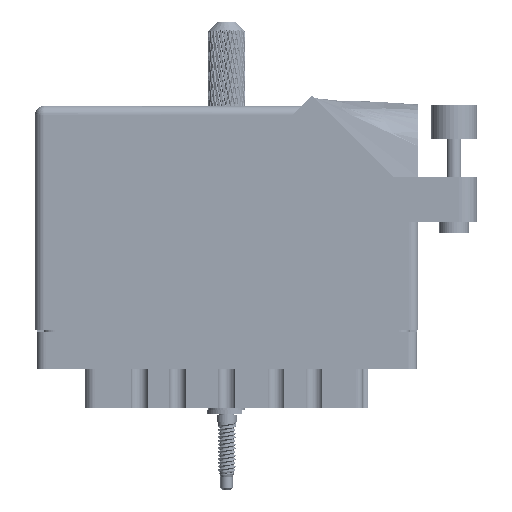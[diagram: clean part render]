
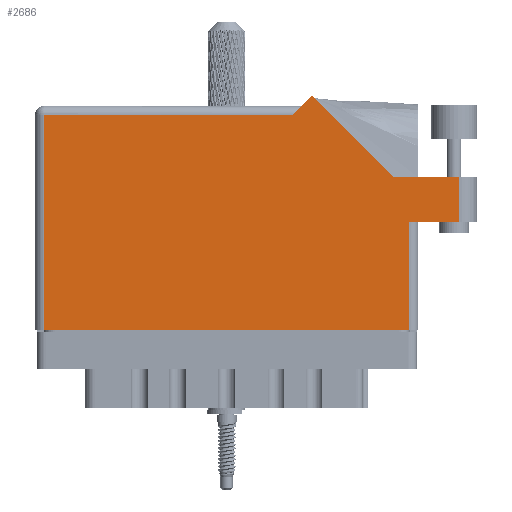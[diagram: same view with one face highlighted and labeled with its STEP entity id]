
A CAD part, front view. The second image highlights one B-rep face of the part: STEP entity #2686.
In plain terms, the highlighted face is planar.
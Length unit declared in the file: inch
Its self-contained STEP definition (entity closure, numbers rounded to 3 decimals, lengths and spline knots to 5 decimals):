
#1657 = VECTOR ( 'NONE', #30905, 39.37008 ) ;
#1676 = DIRECTION ( 'NONE',  ( 1., 0., 0. ) ) ;
#1822 = ORIENTED_EDGE ( 'NONE', *, *, #37748, .T. ) ;
#2686 = ADVANCED_FACE ( 'NONE', ( #117468 ), #21989, .F. ) ;
#5323 = DIRECTION ( 'NONE',  ( 0., 1., 0. ) ) ;
#5574 = LINE ( 'NONE', #50454, #45901 ) ;
#6011 = CARTESIAN_POINT ( 'NONE',  ( 3.012, 1.044, 0. ) ) ;
#8831 = VERTEX_POINT ( 'NONE', #81501 ) ;
#9599 = VERTEX_POINT ( 'NONE', #83613 ) ;
#13267 = DIRECTION ( 'NONE',  ( -0.707, 0.707, 0. ) ) ;
#15886 = LINE ( 'NONE', #85881, #41770 ) ;
#17482 = ORIENTED_EDGE ( 'NONE', *, *, #94300, .T. ) ;
#18998 = VERTEX_POINT ( 'NONE', #84646 ) ;
#20096 = DIRECTION ( 'NONE',  ( 0., 1., 0. ) ) ;
#21182 = CARTESIAN_POINT ( 'NONE',  ( 0., 1.53, 0. ) ) ;
#21612 = ORIENTED_EDGE ( 'NONE', *, *, #34579, .T. ) ;
#21989 = PLANE ( 'NONE',  #53264 ) ;
#25009 = ORIENTED_EDGE ( 'NONE', *, *, #97657, .T. ) ;
#26211 = LINE ( 'NONE', #115920, #101252 ) ;
#28464 = VECTOR ( 'NONE', #1676, 39.37008 ) ;
#29853 = EDGE_CURVE ( 'NONE', #89096, #9599, #87609, .T. ) ;
#30905 = DIRECTION ( 'NONE',  ( 1., 0., 0. ) ) ;
#33644 = LINE ( 'NONE', #105067, #114394 ) ;
#33914 = CARTESIAN_POINT ( 'NONE',  ( 1.757, 1.468, 0. ) ) ;
#34579 = EDGE_CURVE ( 'NONE', #18998, #63404, #70947, .T. ) ;
#34795 = EDGE_CURVE ( 'NONE', #113484, #86649, #26211, .T. ) ;
#37748 = EDGE_CURVE ( 'NONE', #78205, #89096, #33644, .T. ) ;
#41770 = VECTOR ( 'NONE', #13267, 39.37008 ) ;
#42248 = EDGE_CURVE ( 'NONE', #86649, #78205, #79266, .T. ) ;
#45901 = VECTOR ( 'NONE', #5323, 39.37008 ) ;
#50454 = CARTESIAN_POINT ( 'NONE',  ( 2.887, 1.044, 0. ) ) ;
#52083 = VERTEX_POINT ( 'NONE', #98930 ) ;
#52714 = DIRECTION ( 'NONE',  ( -1., 0., 0. ) ) ;
#53264 = AXIS2_PLACEMENT_3D ( 'NONE', #21182, #67942, #68746 ) ;
#57876 = CARTESIAN_POINT ( 'NONE',  ( 0.062, 0., 0. ) ) ;
#59277 = EDGE_CURVE ( 'NONE', #63404, #8831, #5574, .T. ) ;
#59360 = LINE ( 'NONE', #101555, #76644 ) ;
#63004 = CARTESIAN_POINT ( 'NONE',  ( 0., 1.468, 0. ) ) ;
#63404 = VERTEX_POINT ( 'NONE', #85944 ) ;
#65014 = ORIENTED_EDGE ( 'NONE', *, *, #59277, .T. ) ;
#67635 = ORIENTED_EDGE ( 'NONE', *, *, #87416, .T. ) ;
#67942 = DIRECTION ( 'NONE',  ( 0., 0., -1. ) ) ;
#68746 = DIRECTION ( 'NONE',  ( -1., 0., 0. ) ) ;
#70947 = LINE ( 'NONE', #95446, #1657 ) ;
#76644 = VECTOR ( 'NONE', #20096, 39.37008 ) ;
#78205 = VERTEX_POINT ( 'NONE', #95792 ) ;
#79266 = LINE ( 'NONE', #63004, #119640 ) ;
#80029 = DIRECTION ( 'NONE',  ( -0.707, -0.707, 0. ) ) ;
#81501 = CARTESIAN_POINT ( 'NONE',  ( 2.887, 1.044, 0. ) ) ;
#82522 = CARTESIAN_POINT ( 'NONE',  ( 1.88971, 1.60071, 0. ) ) ;
#83613 = CARTESIAN_POINT ( 'NONE',  ( 2.55, 0., 0. ) ) ;
#83767 = ORIENTED_EDGE ( 'NONE', *, *, #34795, .T. ) ;
#84646 = CARTESIAN_POINT ( 'NONE',  ( 2.55, 0.737, 0. ) ) ;
#85881 = CARTESIAN_POINT ( 'NONE',  ( 2.44642, 1.044, 0. ) ) ;
#85944 = CARTESIAN_POINT ( 'NONE',  ( 2.887, 0.737, 0. ) ) ;
#86649 = VERTEX_POINT ( 'NONE', #33914 ) ;
#87416 = EDGE_CURVE ( 'NONE', #52083, #113484, #15886, .T. ) ;
#87609 = LINE ( 'NONE', #113329, #28464 ) ;
#89096 = VERTEX_POINT ( 'NONE', #57876 ) ;
#90038 = LINE ( 'NONE', #6011, #101556 ) ;
#90423 = DIRECTION ( 'NONE',  ( -1., 0., 0. ) ) ;
#91707 = ORIENTED_EDGE ( 'NONE', *, *, #42248, .T. ) ;
#94300 = EDGE_CURVE ( 'NONE', #8831, #52083, #90038, .T. ) ;
#95446 = CARTESIAN_POINT ( 'NONE',  ( 2.612, 0.737, 0. ) ) ;
#95792 = CARTESIAN_POINT ( 'NONE',  ( 0.062, 1.468, 0. ) ) ;
#97657 = EDGE_CURVE ( 'NONE', #9599, #18998, #59360, .T. ) ;
#98930 = CARTESIAN_POINT ( 'NONE',  ( 2.44642, 1.044, 0. ) ) ;
#101252 = VECTOR ( 'NONE', #80029, 39.37008 ) ;
#101555 = CARTESIAN_POINT ( 'NONE',  ( 2.55, 0.737, 0. ) ) ;
#101556 = VECTOR ( 'NONE', #52714, 39.37008 ) ;
#105067 = CARTESIAN_POINT ( 'NONE',  ( 0.062, 0., 0. ) ) ;
#105451 = EDGE_LOOP ( 'NONE', ( #21612, #65014, #17482, #67635, #83767, #91707, #1822, #110378, #25009 ) ) ;
#110378 = ORIENTED_EDGE ( 'NONE', *, *, #29853, .T. ) ;
#113329 = CARTESIAN_POINT ( 'NONE',  ( 0., 0., 0. ) ) ;
#113484 = VERTEX_POINT ( 'NONE', #82522 ) ;
#114394 = VECTOR ( 'NONE', #114711, 39.37008 ) ;
#114711 = DIRECTION ( 'NONE',  ( 0., -1., 0. ) ) ;
#115920 = CARTESIAN_POINT ( 'NONE',  ( 1.819, 1.53, 0. ) ) ;
#117468 = FACE_OUTER_BOUND ( 'NONE', #105451, .T. ) ;
#119640 = VECTOR ( 'NONE', #90423, 39.37008 ) ;
